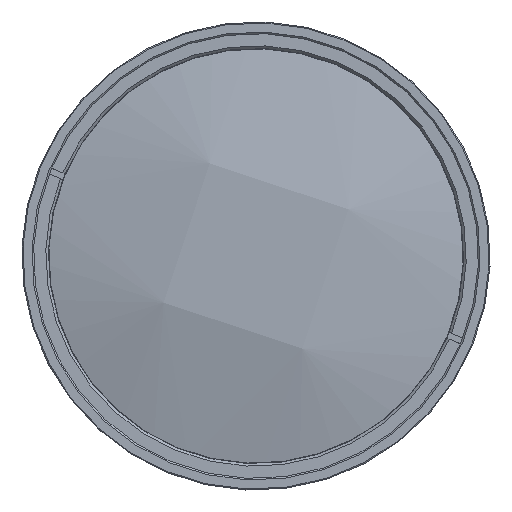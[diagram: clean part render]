
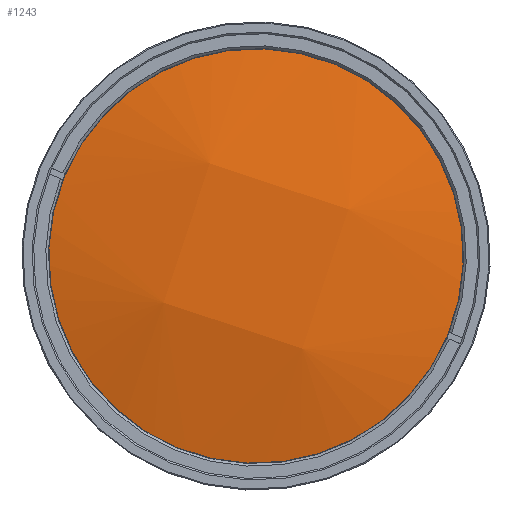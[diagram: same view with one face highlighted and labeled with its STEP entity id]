
A CAD part, left-side view. The second image highlights one B-rep face of the part: STEP entity #1243.
In plain terms, the highlighted free-form (B-spline) face has degree [3, 3] with [4, 4] control points.
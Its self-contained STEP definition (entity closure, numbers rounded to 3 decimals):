
#108 = CARTESIAN_POINT ( 'NONE',  ( -206.625, 18.4, -9.125 ) ) ;
#189 = CARTESIAN_POINT ( 'NONE',  ( -206.625, 9.319, 18.302 ) ) ;
#587 = ORIENTED_EDGE ( 'NONE', *, *, #1077, .T. ) ;
#1077 = EDGE_CURVE ( 'NONE', #7599, #10943, #3188, .T. ) ;
#1243 = ADVANCED_FACE ( 'NONE', ( #13338 ), #1286, .T. ) ;
#1286 =( BOUNDED_SURFACE ( )  B_SPLINE_SURFACE ( 3, 3, ( 
 ( #2751, #8952, #2829, #8567 ),
 ( #3922, #189, #5231, #2258 ),
 ( #14834, #108, #16161, #7638 ),
 ( #13574, #5153, #10270, #2661 ) ),
 .UNSPECIFIED., .F., .F., .T. ) 
 B_SPLINE_SURFACE_WITH_KNOTS ( ( 4, 4 ),
 ( 4, 4 ),
 ( 0., 1. ),
 ( 0., 1. ),
 .UNSPECIFIED. ) 
 GEOMETRIC_REPRESENTATION_ITEM ( )  RATIONAL_B_SPLINE_SURFACE ( (
 ( 1., 0.972, 0.972, 1.),
 ( 0.972, 0.945, 0.945, 0.972),
 ( 0.972, 0.945, 0.945, 0.972),
 ( 1., 0.972, 0.972, 1.) ) ) 
 REPRESENTATION_ITEM ( '' )  SURFACE ( )  );
#1439 = EDGE_CURVE ( 'NONE', #10943, #7599, #2653, .T. ) ;
#2258 = CARTESIAN_POINT ( 'NONE',  ( -198.299, -44.968, 0.328 ) ) ;
#2653 = CIRCLE ( 'NONE', #9797, 41.5 ) ;
#2661 = CARTESIAN_POINT ( 'NONE',  ( -190.376, -24.949, -52.638 ) ) ;
#2751 = CARTESIAN_POINT ( 'NONE',  ( -190.376, 24.949, 52.638 ) ) ;
#2829 = CARTESIAN_POINT ( 'NONE',  ( -198.241, -26.334, 35.659 ) ) ;
#3188 = CIRCLE ( 'NONE', #6082, 41.5 ) ;
#3922 = CARTESIAN_POINT ( 'NONE',  ( -198.299, 35.888, 27.098 ) ) ;
#5153 = CARTESIAN_POINT ( 'NONE',  ( -198.241, 26.334, -35.659 ) ) ;
#5231 = CARTESIAN_POINT ( 'NONE',  ( -206.625, -18.4, 9.125 ) ) ;
#5514 = DIRECTION ( 'NONE',  ( 0., 0.949, 0.314 ) ) ;
#5649 = CARTESIAN_POINT ( 'NONE',  ( -196.419, 0., 0. ) ) ;
#6082 = AXIS2_PLACEMENT_3D ( 'NONE', #14018, #13099, #5514 ) ;
#6877 = CARTESIAN_POINT ( 'NONE',  ( -196.419, -39.397, -13.044 ) ) ;
#6977 = DIRECTION ( 'NONE',  ( 0., 0.949, 0.314 ) ) ;
#7599 = VERTEX_POINT ( 'NONE', #8866 ) ;
#7638 = CARTESIAN_POINT ( 'NONE',  ( -198.299, -35.888, -27.098 ) ) ;
#8006 = EDGE_LOOP ( 'NONE', ( #587, #8232 ) ) ;
#8232 = ORIENTED_EDGE ( 'NONE', *, *, #1439, .T. ) ;
#8567 = CARTESIAN_POINT ( 'NONE',  ( -190.376, -51.431, 27.349 ) ) ;
#8866 = CARTESIAN_POINT ( 'NONE',  ( -196.419, 39.397, 13.044 ) ) ;
#8952 = CARTESIAN_POINT ( 'NONE',  ( -198.241, -0.149, 44.328 ) ) ;
#9797 = AXIS2_PLACEMENT_3D ( 'NONE', #5649, #14308, #6977 ) ;
#10270 = CARTESIAN_POINT ( 'NONE',  ( -198.241, 0.149, -44.328 ) ) ;
#10943 = VERTEX_POINT ( 'NONE', #6877 ) ;
#13099 = DIRECTION ( 'NONE',  ( -1., 0., 0. ) ) ;
#13338 = FACE_OUTER_BOUND ( 'NONE', #8006, .T. ) ;
#13574 = CARTESIAN_POINT ( 'NONE',  ( -190.376, 51.431, -27.349 ) ) ;
#14018 = CARTESIAN_POINT ( 'NONE',  ( -196.419, 0., 0. ) ) ;
#14308 = DIRECTION ( 'NONE',  ( -1., 0., 0. ) ) ;
#14834 = CARTESIAN_POINT ( 'NONE',  ( -198.299, 44.968, -0.328 ) ) ;
#16161 = CARTESIAN_POINT ( 'NONE',  ( -206.625, -9.319, -18.302 ) ) ;
